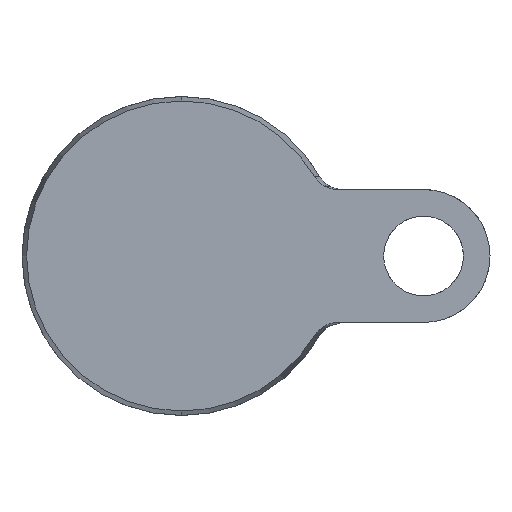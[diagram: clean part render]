
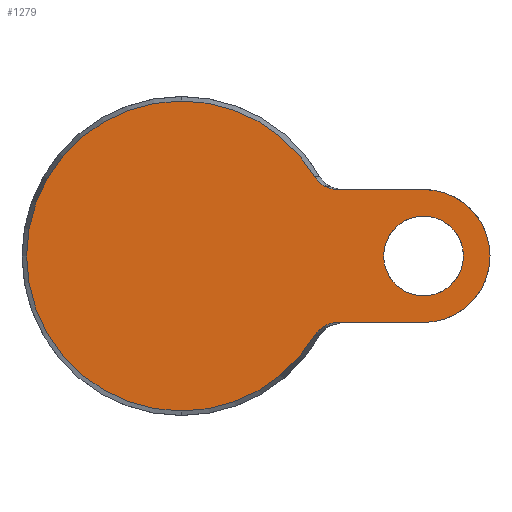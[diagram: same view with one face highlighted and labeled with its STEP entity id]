
A CAD part, front view. The second image highlights one B-rep face of the part: STEP entity #1279.
In plain terms, the highlighted planar face has unit normal (0, -1, 0).
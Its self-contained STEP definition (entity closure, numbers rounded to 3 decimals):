
#12 = CARTESIAN_POINT ( 'NONE',  ( 27.057, 0., 13.048 ) ) ;
#37 = DIRECTION ( 'NONE',  ( 0., 0., 1. ) ) ;
#56 = CARTESIAN_POINT ( 'NONE',  ( 0., 0., 0. ) ) ;
#57 = AXIS2_PLACEMENT_3D ( 'NONE', #56, #462, #1111 ) ;
#58 = CIRCLE ( 'NONE', #1227, 7.5 ) ;
#104 = CARTESIAN_POINT ( 'NONE',  ( 28.933, 0., -12.5 ) ) ;
#116 = CARTESIAN_POINT ( 'NONE',  ( 27.659, 0., 12.79 ) ) ;
#147 = VERTEX_POINT ( 'NONE', #1091 ) ;
#153 = ORIENTED_EDGE ( 'NONE', *, *, #1030, .F. ) ;
#177 = EDGE_LOOP ( 'NONE', ( #510, #493, #1338, #555, #572, #1166, #153, #1365 ) ) ;
#218 = CARTESIAN_POINT ( 'NONE',  ( 0., 0., 0. ) ) ;
#223 = DIRECTION ( 'NONE',  ( 0., 1., 0. ) ) ;
#224 = CARTESIAN_POINT ( 'NONE',  ( 26.678, 0., 13.261 ) ) ;
#262 = DIRECTION ( 'NONE',  ( 1., 0., 0. ) ) ;
#272 = VERTEX_POINT ( 'NONE', #485 ) ;
#296 = VERTEX_POINT ( 'NONE', #1007 ) ;
#302 = CARTESIAN_POINT ( 'NONE',  ( 28.502, 0., 12.556 ) ) ;
#310 = PLANE ( 'NONE',  #1343 ) ;
#324 = CARTESIAN_POINT ( 'NONE',  ( 25.237, 0., 14.58 ) ) ;
#331 = CARTESIAN_POINT ( 'NONE',  ( 25.237, 0., -14.58 ) ) ;
#360 = VERTEX_POINT ( 'NONE', #1054 ) ;
#361 = DIRECTION ( 'NONE',  ( 0., 0., -1. ) ) ;
#392 = CIRCLE ( 'NONE', #1248, 29.143 ) ;
#416 = FACE_BOUND ( 'NONE', #1116, .T. ) ;
#433 = EDGE_CURVE ( 'NONE', #272, #1132, #1092, .T. ) ;
#442 = DIRECTION ( 'NONE',  ( 0., 1., 0. ) ) ;
#462 = DIRECTION ( 'NONE',  ( 0., -1., 0. ) ) ;
#483 = AXIS2_PLACEMENT_3D ( 'NONE', #1163, #498, #1153 ) ;
#485 = CARTESIAN_POINT ( 'NONE',  ( 45.5, 0., 12.5 ) ) ;
#493 = ORIENTED_EDGE ( 'NONE', *, *, #1263, .T. ) ;
#498 = DIRECTION ( 'NONE',  ( 0., 1., 0. ) ) ;
#510 = ORIENTED_EDGE ( 'NONE', *, *, #985, .F. ) ;
#527 = DIRECTION ( 'NONE',  ( 0., 0., 1. ) ) ;
#534 = CARTESIAN_POINT ( 'NONE',  ( 45.5, 0., 7.5 ) ) ;
#547 = CARTESIAN_POINT ( 'NONE',  ( 27.869, 0., 12.721 ) ) ;
#555 = ORIENTED_EDGE ( 'NONE', *, *, #1050, .T. ) ;
#564 = CARTESIAN_POINT ( 'NONE',  ( 15., 0., 12.5 ) ) ;
#572 = ORIENTED_EDGE ( 'NONE', *, *, #1090, .T. ) ;
#623 = DIRECTION ( 'NONE',  ( 0., 1., 0. ) ) ;
#630 = CARTESIAN_POINT ( 'NONE',  ( 25.977, 0., -13.784 ) ) ;
#645 = DIRECTION ( 'NONE',  ( 0., 0., -1. ) ) ;
#649 = DIRECTION ( 'NONE',  ( 0., 0., 1. ) ) ;
#653 = VECTOR ( 'NONE', #262, 1000. ) ;
#674 = VERTEX_POINT ( 'NONE', #1225 ) ;
#697 = EDGE_CURVE ( 'NONE', #1244, #674, #1373, .T. ) ;
#708 = CIRCLE ( 'NONE', #57, 29.143 ) ;
#715 = VERTEX_POINT ( 'NONE', #972 ) ;
#734 = CARTESIAN_POINT ( 'NONE',  ( 26.146, 0., -13.64 ) ) ;
#736 = EDGE_CURVE ( 'NONE', #674, #1244, #58, .T. ) ;
#747 = CARTESIAN_POINT ( 'NONE',  ( 25.976, 0., 13.785 ) ) ;
#752 = CARTESIAN_POINT ( 'NONE',  ( 25.011, 0., -14.959 ) ) ;
#757 = CARTESIAN_POINT ( 'NONE',  ( 25.011, 0., 14.959 ) ) ;
#790 = DIRECTION ( 'NONE',  ( -1., 0., 0. ) ) ;
#844 = CARTESIAN_POINT ( 'NONE',  ( 27.662, 0., -12.789 ) ) ;
#845 = CIRCLE ( 'NONE', #1147, 29.143 ) ;
#850 = CARTESIAN_POINT ( 'NONE',  ( 28.933, 0., 12.5 ) ) ;
#856 = AXIS2_PLACEMENT_3D ( 'NONE', #1108, #223, #649 ) ;
#860 = CARTESIAN_POINT ( 'NONE',  ( 45.5, 0., 0. ) ) ;
#861 = CARTESIAN_POINT ( 'NONE',  ( -29.143, 0., 0. ) ) ;
#890 = LINE ( 'NONE', #1098, #999 ) ;
#898 = DIRECTION ( 'NONE',  ( 0., -1., 0. ) ) ;
#902 = ORIENTED_EDGE ( 'NONE', *, *, #697, .T. ) ;
#948 = CARTESIAN_POINT ( 'NONE',  ( 45.5, 0., -12.5 ) ) ;
#954 = CARTESIAN_POINT ( 'NONE',  ( 27.253, 0., 12.954 ) ) ;
#967 = CARTESIAN_POINT ( 'NONE',  ( 25.508, 0., -14.24 ) ) ;
#972 = CARTESIAN_POINT ( 'NONE',  ( 25.011, 0., 14.959 ) ) ;
#980 = CARTESIAN_POINT ( 'NONE',  ( 26.497, 0., -13.379 ) ) ;
#985 = EDGE_CURVE ( 'NONE', #147, #272, #1106, .T. ) ;
#987 = B_SPLINE_CURVE_WITH_KNOTS ( 'NONE', 3,
 ( #752, #331, #967, #630, #734, #980, #1184, #1059, #844, #1065, #1191, #104, #1273 ),
 .UNSPECIFIED., .F., .F.,
 ( 4, 2, 2, 1, 2, 2, 4 ),
 ( 0., 0.001, 0.002, 0.003, 0.003, 0.004, 0.005 ),
 .UNSPECIFIED. ) ;
#999 = VECTOR ( 'NONE', #790, 1000. ) ;
#1007 = CARTESIAN_POINT ( 'NONE',  ( 29.374, 0., -12.5 ) ) ;
#1018 = CARTESIAN_POINT ( 'NONE',  ( 25.011, 0., -14.959 ) ) ;
#1019 = VERTEX_POINT ( 'NONE', #1018 ) ;
#1030 = EDGE_CURVE ( 'NONE', #1132, #296, #890, .T. ) ;
#1050 = EDGE_CURVE ( 'NONE', #360, #1228, #708, .T. ) ;
#1054 = CARTESIAN_POINT ( 'NONE',  ( 0., 0., 29.143 ) ) ;
#1059 = CARTESIAN_POINT ( 'NONE',  ( 27.255, 0., -12.953 ) ) ;
#1065 = CARTESIAN_POINT ( 'NONE',  ( 27.871, 0., -12.72 ) ) ;
#1072 = FACE_OUTER_BOUND ( 'NONE', #177, .T. ) ;
#1086 = CARTESIAN_POINT ( 'NONE',  ( 29.374, 0., 12.5 ) ) ;
#1090 = EDGE_CURVE ( 'NONE', #1228, #1019, #392, .T. ) ;
#1091 = CARTESIAN_POINT ( 'NONE',  ( 29.374, 0., 12.5 ) ) ;
#1092 = CIRCLE ( 'NONE', #483, 12.5 ) ;
#1098 = CARTESIAN_POINT ( 'NONE',  ( 15., 0., -12.5 ) ) ;
#1106 = LINE ( 'NONE', #564, #653 ) ;
#1108 = CARTESIAN_POINT ( 'NONE',  ( 45.5, 0., 0. ) ) ;
#1111 = DIRECTION ( 'NONE',  ( 0., 0., -1. ) ) ;
#1116 = EDGE_LOOP ( 'NONE', ( #1209, #902 ) ) ;
#1132 = VERTEX_POINT ( 'NONE', #948 ) ;
#1147 = AXIS2_PLACEMENT_3D ( 'NONE', #218, #1172, #645 ) ;
#1151 = CARTESIAN_POINT ( 'NONE',  ( 0., 0., -29.143 ) ) ;
#1153 = DIRECTION ( 'NONE',  ( 0., 0., -1. ) ) ;
#1163 = CARTESIAN_POINT ( 'NONE',  ( 45.5, 0., 0. ) ) ;
#1166 = ORIENTED_EDGE ( 'NONE', *, *, #1283, .T. ) ;
#1172 = DIRECTION ( 'NONE',  ( 0., -1., 0. ) ) ;
#1184 = CARTESIAN_POINT ( 'NONE',  ( 26.862, 0., -13.142 ) ) ;
#1191 = CARTESIAN_POINT ( 'NONE',  ( 28.503, 0., -12.556 ) ) ;
#1209 = ORIENTED_EDGE ( 'NONE', *, *, #736, .T. ) ;
#1225 = CARTESIAN_POINT ( 'NONE',  ( 45.5, 0., -7.5 ) ) ;
#1227 = AXIS2_PLACEMENT_3D ( 'NONE', #860, #442, #37 ) ;
#1228 = VERTEX_POINT ( 'NONE', #1151 ) ;
#1244 = VERTEX_POINT ( 'NONE', #534 ) ;
#1248 = AXIS2_PLACEMENT_3D ( 'NONE', #1310, #898, #361 ) ;
#1263 = EDGE_CURVE ( 'NONE', #147, #715, #1300, .T. ) ;
#1273 = CARTESIAN_POINT ( 'NONE',  ( 29.374, 0., -12.5 ) ) ;
#1279 = ADVANCED_FACE ( 'NONE', ( #1072, #416 ), #310, .F. ) ;
#1283 = EDGE_CURVE ( 'NONE', #1019, #296, #987, .T. ) ;
#1286 = CARTESIAN_POINT ( 'NONE',  ( 26.144, 0., 13.642 ) ) ;
#1293 = CARTESIAN_POINT ( 'NONE',  ( 26.495, 0., 13.38 ) ) ;
#1300 = B_SPLINE_CURVE_WITH_KNOTS ( 'NONE', 3,
 ( #1086, #850, #302, #547, #116, #954, #12, #224, #1293, #1286, #747, #1375, #324, #757 ),
 .UNSPECIFIED., .F., .F.,
 ( 4, 2, 2, 2, 2, 2, 4 ),
 ( 0., 0.001, 0.002, 0.003, 0.003, 0.004, 0.005 ),
 .UNSPECIFIED. ) ;
#1310 = CARTESIAN_POINT ( 'NONE',  ( 0., 0., 0. ) ) ;
#1329 = EDGE_CURVE ( 'NONE', #715, #360, #845, .T. ) ;
#1338 = ORIENTED_EDGE ( 'NONE', *, *, #1329, .T. ) ;
#1343 = AXIS2_PLACEMENT_3D ( 'NONE', #861, #623, #527 ) ;
#1365 = ORIENTED_EDGE ( 'NONE', *, *, #433, .F. ) ;
#1373 = CIRCLE ( 'NONE', #856, 7.5 ) ;
#1375 = CARTESIAN_POINT ( 'NONE',  ( 25.507, 0., 14.24 ) ) ;
